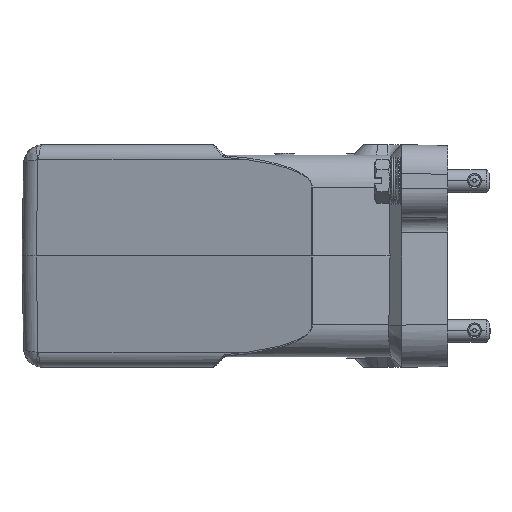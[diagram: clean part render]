
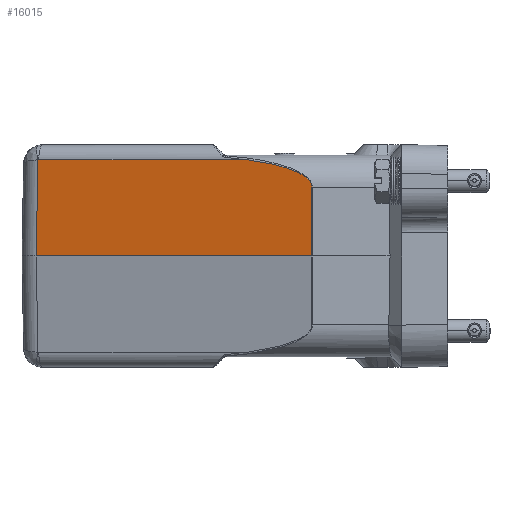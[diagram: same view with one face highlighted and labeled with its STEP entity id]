
A CAD part, left-side view. The second image highlights one B-rep face of the part: STEP entity #16015.
In plain terms, the highlighted planar face has unit normal (-0.966, 0.259, 0.018).
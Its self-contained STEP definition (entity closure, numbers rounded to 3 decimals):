
#1775=CARTESIAN_POINT('',(-61.483,35.49,
0.));
#1782=CARTESIAN_POINT('',(-41.99,106.62,24.004));
#1783=DIRECTION('',(-0.966,0.259,0.017));
#1784=DIRECTION('',(0.017,-0.005,1.));
#1785=AXIS2_PLACEMENT_3D('',#1782,#1783,#1784);
#1787=CARTESIAN_POINT('',(-61.17,35.448,17.948));
#1788=CARTESIAN_POINT('',(-61.168,35.448,18.066));
#1789=CARTESIAN_POINT('',(-61.153,35.477,18.43));
#1790=CARTESIAN_POINT('',(-61.086,35.687,19.042));
#1791=CARTESIAN_POINT('',(-60.947,36.16,19.731));
#1792=CARTESIAN_POINT('',(-60.756,36.828,20.38));
#1793=CARTESIAN_POINT('',(-60.522,37.66,20.987));
#1794=CARTESIAN_POINT('',(-60.249,38.64,21.554));
#1795=CARTESIAN_POINT('',(-59.94,39.758,22.087));
#1796=CARTESIAN_POINT('',(-59.594,41.017,22.592));
#1797=CARTESIAN_POINT('',(-59.209,42.421,23.069));
#1798=CARTESIAN_POINT('',(-58.784,43.974,23.52));
#1799=CARTESIAN_POINT('',(-58.317,45.688,23.945));
#1800=CARTESIAN_POINT('',(-57.804,47.577,24.342));
#1801=CARTESIAN_POINT('',(-57.239,49.66,24.708));
#1802=CARTESIAN_POINT('',(-56.808,51.253,24.939));
#1803=CARTESIAN_POINT('',(-56.565,52.153,25.053));
#1804=CARTESIAN_POINT('',(-56.529,52.287,25.07));
#1806=DIRECTION('',(0.017,-0.002,1.));
#1807=VECTOR('',#1806,17.951);
#1808=CARTESIAN_POINT('',(-61.483,35.49,
0.));
#1809=LINE('',#1808,#1807);
#1810=DIRECTION('',(-0.259,-0.966,0.));
#1811=VECTOR('',#1810,74.338);
#1812=CARTESIAN_POINT('',(-42.243,107.295,
0.));
#1813=LINE('',#1812,#1811);
#1814=DIRECTION('',(-0.013,0.017,-1.));
#1815=VECTOR('',#1814,25.046);
#1816=CARTESIAN_POINT('',(-41.908,106.857,25.04));
#1817=LINE('',#1816,#1815);
#2216=CARTESIAN_POINT('',(-56.529,52.287,25.07));
#2223=DIRECTION('',(-0.259,-0.966,0.));
#2224=VECTOR('',#2223,56.245);
#2225=CARTESIAN_POINT('',(-41.972,106.615,25.07));
#2226=LINE('',#2225,#2224);
#11608=VERTEX_POINT('',#1775);
#11786=VERTEX_POINT('',#2216);
#11886=VERTEX_POINT('',#1787);
#11887=CARTESIAN_POINT('',(-41.972,106.615,
25.07));
#11888=VERTEX_POINT('',#11887);
#12103=CARTESIAN_POINT('',(-42.243,107.295,
0.));
#12104=VERTEX_POINT('',#12103);
#13310=CARTESIAN_POINT('',(-41.908,106.857,
25.04));
#13312=VERTEX_POINT('',#13310);
#15998=CARTESIAN_POINT('',(-41.25,111.,0.));
#15999=DIRECTION('',(-0.966,0.259,0.017));
#16000=DIRECTION('',(-0.259,-0.966,0.));
#16001=AXIS2_PLACEMENT_3D('',#15998,#15999,#16000);
#16002=PLANE('',#16001);
#16004=ORIENTED_EDGE('',*,*,#16003,.F.);
#16006=ORIENTED_EDGE('',*,*,#16005,.T.);
#16007=ORIENTED_EDGE('',*,*,#15978,.F.);
#16008=ORIENTED_EDGE('',*,*,#15993,.F.);
#16010=ORIENTED_EDGE('',*,*,#16009,.F.);
#16012=ORIENTED_EDGE('',*,*,#16011,.F.);
#16013=EDGE_LOOP('',(#16004,#16006,#16007,#16008,#16010,#16012));
#16014=FACE_OUTER_BOUND('',#16013,.F.);
#16015=ADVANCED_FACE('',(#16014),#16002,.T.);
#1786=CIRCLE('',#1785,1.066);
#1805=B_SPLINE_CURVE_WITH_KNOTS('',3,(#1787,#1788,#1789,#1790,#1791,#1792,#1793,
#1794,#1795,#1796,#1797,#1798,#1799,#1800,#1801,#1802,#1803,#1804),
.UNSPECIFIED.,.F.,.F.,(4,1,1,1,1,1,1,1,1,1,1,1,1,1,1,4),(0.,0.018,
0.056,0.099,0.147,0.2,
0.259,0.324,0.394,0.471,
0.556,0.647,0.748,0.858,
0.979,1.),.UNSPECIFIED.);
#15978=EDGE_CURVE('',#11886,#11786,#1805,.T.);
#15993=EDGE_CURVE('',#11608,#11886,#1809,.T.);
#16003=EDGE_CURVE('',#11888,#13312,#1786,.T.);
#16005=EDGE_CURVE('',#11888,#11786,#2226,.T.);
#16009=EDGE_CURVE('',#12104,#11608,#1813,.T.);
#16011=EDGE_CURVE('',#13312,#12104,#1817,.T.);
